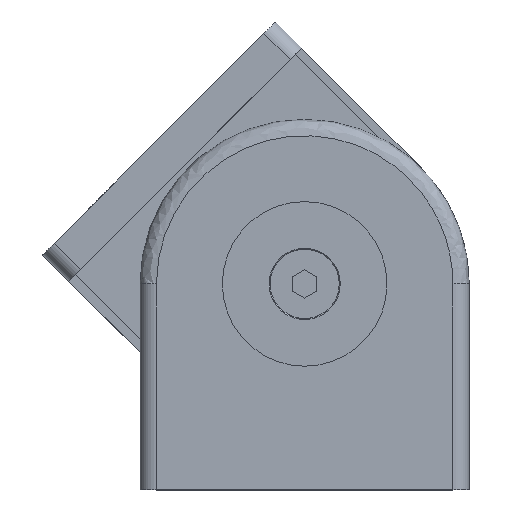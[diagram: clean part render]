
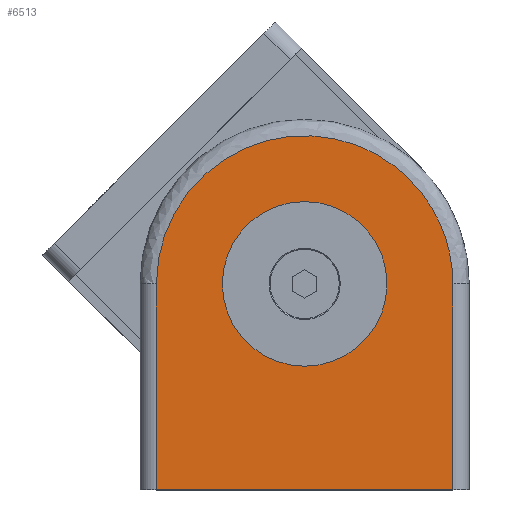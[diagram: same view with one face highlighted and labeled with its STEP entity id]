
A CAD part, top view. The second image highlights one B-rep face of the part: STEP entity #6513.
In plain terms, the highlighted planar face has unit normal (0, 0, 1).
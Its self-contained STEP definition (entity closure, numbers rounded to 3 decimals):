
#46 = CARTESIAN_POINT ( 'NONE',  ( 36., 9., 20. ) ) ;
#66 = DIRECTION ( 'NONE',  ( 0., 0., 1. ) ) ;
#455 = EDGE_CURVE ( 'NONE', #1079, #2206, #1519, .T. ) ;
#679 = DIRECTION ( 'NONE',  ( 1., 0., 0. ) ) ;
#857 = AXIS2_PLACEMENT_3D ( 'NONE', #2002, #7573, #6870 ) ;
#1027 = VECTOR ( 'NONE', #4177, 1000. ) ;
#1078 = EDGE_CURVE ( 'NONE', #8019, #1332, #8138, .T. ) ;
#1079 = VERTEX_POINT ( 'NONE', #3081 ) ;
#1332 = VERTEX_POINT ( 'NONE', #6980 ) ;
#1403 = CARTESIAN_POINT ( 'NONE',  ( 36., 0., 20. ) ) ;
#1411 = ORIENTED_EDGE ( 'NONE', *, *, #4251, .F. ) ;
#1497 = EDGE_LOOP ( 'NONE', ( #1411, #6415 ) ) ;
#1498 = FACE_BOUND ( 'NONE', #1497, .T. ) ;
#1519 = CIRCLE ( 'NONE', #2036, 20. ) ;
#1887 = PLANE ( 'NONE',  #857 ) ;
#2002 = CARTESIAN_POINT ( 'NONE',  ( 36., 9., 20. ) ) ;
#2036 = AXIS2_PLACEMENT_3D ( 'NONE', #3391, #7002, #2750 ) ;
#2181 = VERTEX_POINT ( 'NONE', #1403 ) ;
#2206 = VERTEX_POINT ( 'NONE', #4558 ) ;
#2339 = CARTESIAN_POINT ( 'NONE',  ( -36., 122., 20. ) ) ;
#2750 = DIRECTION ( 'NONE',  ( 1., 0., 0. ) ) ;
#2919 = LINE ( 'NONE', #46, #1027 ) ;
#3065 = ORIENTED_EDGE ( 'NONE', *, *, #1078, .F. ) ;
#3081 = CARTESIAN_POINT ( 'NONE',  ( -20., 50., 20. ) ) ;
#3106 = ORIENTED_EDGE ( 'NONE', *, *, #8644, .T. ) ;
#3162 = EDGE_LOOP ( 'NONE', ( #3712, #4361, #3065, #3106 ) ) ;
#3275 = CARTESIAN_POINT ( 'NONE',  ( 0., 0., 20. ) ) ;
#3296 = CARTESIAN_POINT ( 'NONE',  ( -36., 0., 20. ) ) ;
#3391 = CARTESIAN_POINT ( 'NONE',  ( 0., 50., 20. ) ) ;
#3568 = DIRECTION ( 'NONE',  ( 0., 1., 0. ) ) ;
#3712 = ORIENTED_EDGE ( 'NONE', *, *, #3785, .F. ) ;
#3785 = EDGE_CURVE ( 'NONE', #8529, #2181, #2919, .T. ) ;
#3789 = CARTESIAN_POINT ( 'NONE',  ( -36., 50., 20. ) ) ;
#3995 = VECTOR ( 'NONE', #3568, 1000. ) ;
#4177 = DIRECTION ( 'NONE',  ( 0., -1., 0. ) ) ;
#4251 = EDGE_CURVE ( 'NONE', #2206, #1079, #4907, .T. ) ;
#4361 = ORIENTED_EDGE ( 'NONE', *, *, #9074, .F. ) ;
#4558 = CARTESIAN_POINT ( 'NONE',  ( 20., 50., 20. ) ) ;
#4907 = CIRCLE ( 'NONE', #5115, 20. ) ;
#5030 = FACE_OUTER_BOUND ( 'NONE', #3162, .T. ) ;
#5115 = AXIS2_PLACEMENT_3D ( 'NONE', #6321, #66, #679 ) ;
#6311 = CARTESIAN_POINT ( 'NONE',  ( -36., 9., 20. ) ) ;
#6312 = LINE ( 'NONE', #3275, #6422 ) ;
#6321 = CARTESIAN_POINT ( 'NONE',  ( 0., 50., 20. ) ) ;
#6415 = ORIENTED_EDGE ( 'NONE', *, *, #455, .F. ) ;
#6422 = VECTOR ( 'NONE', #9001, 1000. ) ;
#6443 = CARTESIAN_POINT ( 'NONE',  ( 36., 50., 20. ) ) ;
#6513 = ADVANCED_FACE ( 'NONE', ( #1498, #5030 ), #1887, .F. ) ;
#6870 = DIRECTION ( 'NONE',  ( -1., 0., 0. ) ) ;
#6980 = CARTESIAN_POINT ( 'NONE',  ( -36., 50., 20. ) ) ;
#7002 = DIRECTION ( 'NONE',  ( 0., 0., 1. ) ) ;
#7283 = CARTESIAN_POINT ( 'NONE',  ( 36., 122., 20. ) ) ;
#7573 = DIRECTION ( 'NONE',  ( 0., 0., -1. ) ) ;
#7737 =( BOUNDED_CURVE ( )  B_SPLINE_CURVE ( 3, ( #3789, #2339, #7283, #8677 ),
 .UNSPECIFIED., .F., .T. ) 
 B_SPLINE_CURVE_WITH_KNOTS ( ( 4, 4 ),
 ( 0., 1. ),
 .UNSPECIFIED. ) 
 CURVE ( )  GEOMETRIC_REPRESENTATION_ITEM ( )  RATIONAL_B_SPLINE_CURVE ( ( 1., 0.333, 0.333, 1. ) ) 
 REPRESENTATION_ITEM ( '' )  );
#8019 = VERTEX_POINT ( 'NONE', #3296 ) ;
#8138 = LINE ( 'NONE', #6311, #3995 ) ;
#8529 = VERTEX_POINT ( 'NONE', #6443 ) ;
#8644 = EDGE_CURVE ( 'NONE', #8019, #2181, #6312, .T. ) ;
#8677 = CARTESIAN_POINT ( 'NONE',  ( 36., 50., 20. ) ) ;
#9001 = DIRECTION ( 'NONE',  ( 1., 0., 0. ) ) ;
#9074 = EDGE_CURVE ( 'NONE', #1332, #8529, #7737, .T. ) ;
